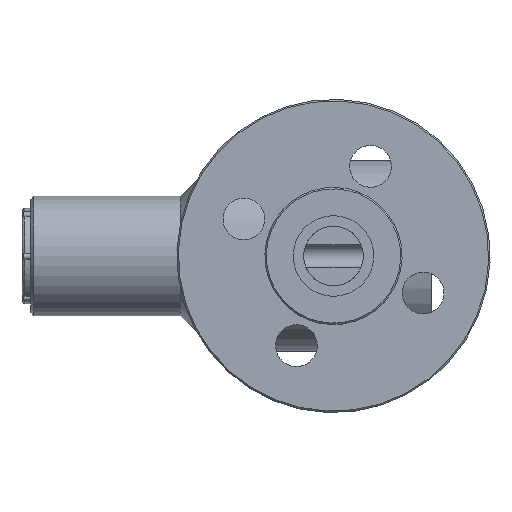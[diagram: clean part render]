
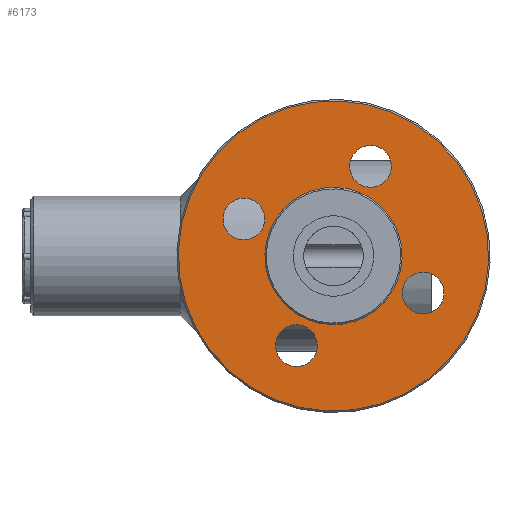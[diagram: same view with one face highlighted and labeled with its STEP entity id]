
A CAD part, left-side view. The second image highlights one B-rep face of the part: STEP entity #6173.
In plain terms, the highlighted face is planar.
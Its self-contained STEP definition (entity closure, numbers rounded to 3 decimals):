
#33 = CIRCLE ( 'NONE', #1427, 7. ) ;
#74 = CARTESIAN_POINT ( 'NONE',  ( -32.5, 0., 16. ) ) ;
#212 = DIRECTION ( 'NONE',  ( 0., 0., 1. ) ) ;
#547 = CARTESIAN_POINT ( 'NONE',  ( 52., 0., 16. ) ) ;
#786 = DIRECTION ( 'NONE',  ( 1., 0., 0. ) ) ;
#946 = DIRECTION ( 'NONE',  ( 1., 0., 0. ) ) ;
#1117 = DIRECTION ( 'NONE',  ( 0., 0., 1. ) ) ;
#1165 = AXIS2_PLACEMENT_3D ( 'NONE', #9737, #1117, #7766 ) ;
#1186 = EDGE_CURVE ( 'NONE', #4243, #4243, #8849, .T. ) ;
#1242 = CARTESIAN_POINT ( 'NONE',  ( 23., 0., 16. ) ) ;
#1427 = AXIS2_PLACEMENT_3D ( 'NONE', #7315, #10340, #1905 ) ;
#1504 = FACE_BOUND ( 'NONE', #8754, .T. ) ;
#1625 = FACE_BOUND ( 'NONE', #4233, .T. ) ;
#1713 = CARTESIAN_POINT ( 'NONE',  ( 0., 0., 16. ) ) ;
#1905 = DIRECTION ( 'NONE',  ( 1., 0., 0. ) ) ;
#2021 = CIRCLE ( 'NONE', #10473, 7. ) ;
#2026 = ORIENTED_EDGE ( 'NONE', *, *, #8209, .F. ) ;
#2312 = AXIS2_PLACEMENT_3D ( 'NONE', #7163, #4874, #946 ) ;
#2522 = VERTEX_POINT ( 'NONE', #3330 ) ;
#2582 = VERTEX_POINT ( 'NONE', #547 ) ;
#2874 = ORIENTED_EDGE ( 'NONE', *, *, #10167, .F. ) ;
#3330 = CARTESIAN_POINT ( 'NONE',  ( -25.5, 0., 16. ) ) ;
#3419 = FACE_BOUND ( 'NONE', #4427, .T. ) ;
#3981 = DIRECTION ( 'NONE',  ( 1., 0., 0. ) ) ;
#4002 = CIRCLE ( 'NONE', #8118, 7. ) ;
#4233 = EDGE_LOOP ( 'NONE', ( #2874 ) ) ;
#4243 = VERTEX_POINT ( 'NONE', #1242 ) ;
#4292 = EDGE_LOOP ( 'NONE', ( #10143 ) ) ;
#4331 = PLANE ( 'NONE',  #2312 ) ;
#4427 = EDGE_LOOP ( 'NONE', ( #6575 ) ) ;
#4874 = DIRECTION ( 'NONE',  ( 0., 0., 1. ) ) ;
#5219 = CARTESIAN_POINT ( 'NONE',  ( 7., 32.5, 16. ) ) ;
#5366 = FACE_BOUND ( 'NONE', #10540, .T. ) ;
#5489 = FACE_OUTER_BOUND ( 'NONE', #4292, .T. ) ;
#5587 = CARTESIAN_POINT ( 'NONE',  ( 39.5, 0., 16. ) ) ;
#6173 = ADVANCED_FACE ( 'NONE', ( #5489, #10062, #3419, #1504, #1625, #5366 ), #4331, .T. ) ;
#6510 = AXIS2_PLACEMENT_3D ( 'NONE', #10453, #212, #3981 ) ;
#6575 = ORIENTED_EDGE ( 'NONE', *, *, #9581, .F. ) ;
#6633 = EDGE_CURVE ( 'NONE', #2522, #2522, #4002, .T. ) ;
#7163 = CARTESIAN_POINT ( 'NONE',  ( 0., 0., 16. ) ) ;
#7250 = DIRECTION ( 'NONE',  ( 0., 0., 1. ) ) ;
#7310 = AXIS2_PLACEMENT_3D ( 'NONE', #1713, #11269, #11085 ) ;
#7315 = CARTESIAN_POINT ( 'NONE',  ( 0., 32.5, 16. ) ) ;
#7509 = CIRCLE ( 'NONE', #7310, 52. ) ;
#7601 = DIRECTION ( 'NONE',  ( 0., 0., 1. ) ) ;
#7766 = DIRECTION ( 'NONE',  ( 1., 0., 0. ) ) ;
#8118 = AXIS2_PLACEMENT_3D ( 'NONE', #74, #7601, #10437 ) ;
#8209 = EDGE_CURVE ( 'NONE', #11023, #11023, #33, .T. ) ;
#8300 = EDGE_CURVE ( 'NONE', #2582, #2582, #7509, .T. ) ;
#8754 = EDGE_LOOP ( 'NONE', ( #2026 ) ) ;
#8849 = CIRCLE ( 'NONE', #1165, 23. ) ;
#9353 = VERTEX_POINT ( 'NONE', #12132 ) ;
#9356 = ORIENTED_EDGE ( 'NONE', *, *, #6633, .F. ) ;
#9581 = EDGE_CURVE ( 'NONE', #12198, #12198, #2021, .T. ) ;
#9737 = CARTESIAN_POINT ( 'NONE',  ( 0., 0., 16. ) ) ;
#10062 = FACE_BOUND ( 'NONE', #10334, .T. ) ;
#10071 = CIRCLE ( 'NONE', #6510, 7. ) ;
#10143 = ORIENTED_EDGE ( 'NONE', *, *, #8300, .T. ) ;
#10167 = EDGE_CURVE ( 'NONE', #9353, #9353, #10071, .T. ) ;
#10334 = EDGE_LOOP ( 'NONE', ( #9356 ) ) ;
#10340 = DIRECTION ( 'NONE',  ( 0., 0., 1. ) ) ;
#10437 = DIRECTION ( 'NONE',  ( 1., 0., 0. ) ) ;
#10453 = CARTESIAN_POINT ( 'NONE',  ( 0., -32.5, 16. ) ) ;
#10473 = AXIS2_PLACEMENT_3D ( 'NONE', #11887, #7250, #786 ) ;
#10540 = EDGE_LOOP ( 'NONE', ( #10964 ) ) ;
#10964 = ORIENTED_EDGE ( 'NONE', *, *, #1186, .F. ) ;
#11023 = VERTEX_POINT ( 'NONE', #5219 ) ;
#11085 = DIRECTION ( 'NONE',  ( 1., 0., 0. ) ) ;
#11269 = DIRECTION ( 'NONE',  ( 0., 0., 1. ) ) ;
#11887 = CARTESIAN_POINT ( 'NONE',  ( 32.5, 0., 16. ) ) ;
#12132 = CARTESIAN_POINT ( 'NONE',  ( 7., -32.5, 16. ) ) ;
#12198 = VERTEX_POINT ( 'NONE', #5587 ) ;
